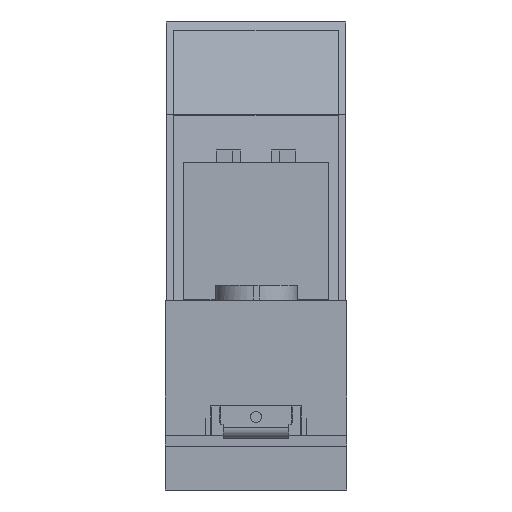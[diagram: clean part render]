
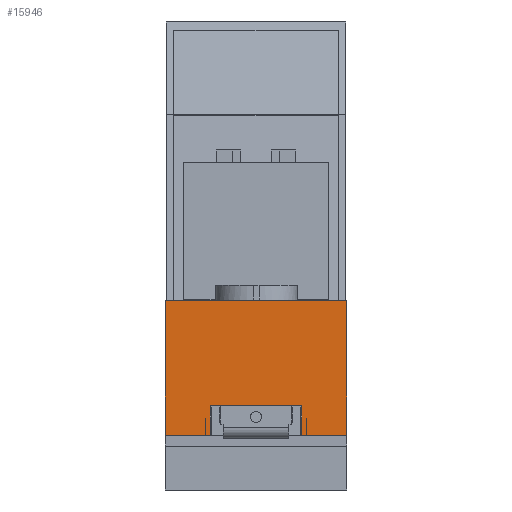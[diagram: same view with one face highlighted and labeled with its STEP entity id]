
A CAD part, left-side view. The second image highlights one B-rep face of the part: STEP entity #15946.
In plain terms, the highlighted planar face has unit normal (-1, 0, -0.018).
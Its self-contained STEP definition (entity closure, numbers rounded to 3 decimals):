
#9555=DIRECTION('',(-0.018,0.,1.));
#9556=VECTOR('',#9555,8.001);
#9557=CARTESIAN_POINT('',(-264.013,-12.5,0.));
#9558=LINE('',#9557,#9556);
#9597=DIRECTION('',(0.018,0.,-1.));
#9598=VECTOR('',#9597,8.001);
#9599=CARTESIAN_POINT('',(-264.161,12.5,8.));
#9600=LINE('',#9599,#9598);
#9604=DIRECTION('',(0.,1.,0.));
#9605=VECTOR('',#9604,12.3);
#9606=CARTESIAN_POINT('',(-264.013,-24.8,0.));
#9607=LINE('',#9606,#9605);
#9625=DIRECTION('',(0.,1.,0.));
#9626=VECTOR('',#9625,12.3);
#9627=CARTESIAN_POINT('',(-264.013,12.5,0.));
#9628=LINE('',#9627,#9626);
#11144=DIRECTION('',(0.,-1.,0.));
#11145=VECTOR('',#11144,25.);
#11146=CARTESIAN_POINT('',(-264.161,12.5,8.));
#11147=LINE('',#11146,#11145);
#11151=DIRECTION('',(0.,1.,0.));
#11152=VECTOR('',#11151,49.6);
#11153=CARTESIAN_POINT('',(-264.693,-24.8,36.8));
#11154=LINE('',#11153,#11152);
#11158=DIRECTION('',(-0.018,0.,1.));
#11159=VECTOR('',#11158,36.806);
#11160=CARTESIAN_POINT('',(-264.013,24.8,0.));
#11161=LINE('',#11160,#11159);
#11291=DIRECTION('',(0.018,0.,-1.));
#11292=VECTOR('',#11291,36.806);
#11293=CARTESIAN_POINT('',(-264.693,-24.8,36.8));
#11294=LINE('',#11293,#11292);
#12979=CARTESIAN_POINT('',(-264.013,-24.8,0.));
#12981=VERTEX_POINT('',#12979);
#12992=CARTESIAN_POINT('',(-264.693,-24.8,36.8));
#12993=VERTEX_POINT('',#12992);
#12994=CARTESIAN_POINT('',(-264.013,-12.5,0.));
#12995=VERTEX_POINT('',#12994);
#12996=CARTESIAN_POINT('',(-264.693,24.8,36.8));
#12997=VERTEX_POINT('',#12996);
#12998=CARTESIAN_POINT('',(-264.013,24.8,0.));
#12999=VERTEX_POINT('',#12998);
#13000=CARTESIAN_POINT('',(-264.013,12.5,0.));
#13001=VERTEX_POINT('',#13000);
#13002=CARTESIAN_POINT('',(-264.161,12.5,8.));
#13003=VERTEX_POINT('',#13002);
#13004=CARTESIAN_POINT('',(-264.161,-12.5,8.));
#13005=VERTEX_POINT('',#13004);
#15928=CARTESIAN_POINT('',(-264.013,0.,0.));
#15929=DIRECTION('',(-1.,0.,-0.018));
#15930=DIRECTION('',(-0.018,0.,1.));
#15931=AXIS2_PLACEMENT_3D('',#15928,#15929,#15930);
#15932=PLANE('',#15931);
#15933=ORIENTED_EDGE('',*,*,#13909,.T.);
#15934=ORIENTED_EDGE('',*,*,#13823,.T.);
#15935=ORIENTED_EDGE('',*,*,#13846,.F.);
#15936=ORIENTED_EDGE('',*,*,#13868,.T.);
#15937=ORIENTED_EDGE('',*,*,#13917,.T.);
#15939=ORIENTED_EDGE('',*,*,#15938,.T.);
#15941=ORIENTED_EDGE('',*,*,#15940,.F.);
#15943=ORIENTED_EDGE('',*,*,#15942,.T.);
#15944=EDGE_LOOP('',(#15933,#15934,#15935,#15936,#15937,#15939,#15941,#15943));
#15945=FACE_OUTER_BOUND('',#15944,.F.);
#13823=EDGE_CURVE('',#12995,#13005,#9558,.T.);
#13846=EDGE_CURVE('',#13003,#13005,#11147,.T.);
#13868=EDGE_CURVE('',#13003,#13001,#9600,.T.);
#13909=EDGE_CURVE('',#12981,#12995,#9607,.T.);
#13917=EDGE_CURVE('',#13001,#12999,#9628,.T.);
#15938=EDGE_CURVE('',#12999,#12997,#11161,.T.);
#15940=EDGE_CURVE('',#12993,#12997,#11154,.T.);
#15942=EDGE_CURVE('',#12993,#12981,#11294,.T.);
#15946=ADVANCED_FACE('',(#15945),#15932,.T.);
